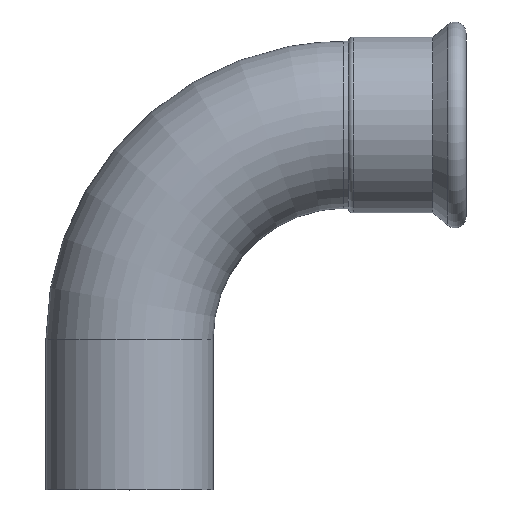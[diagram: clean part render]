
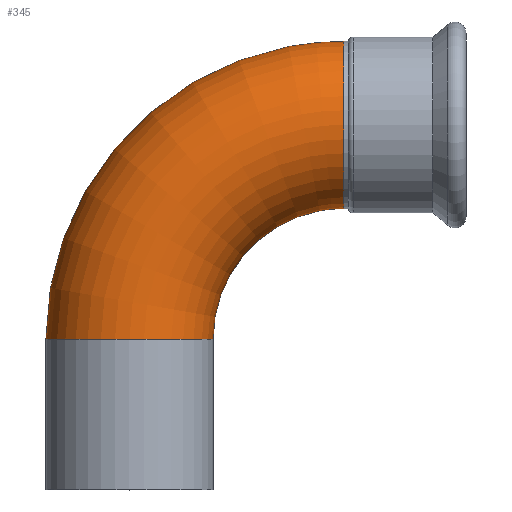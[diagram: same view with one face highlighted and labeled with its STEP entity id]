
A CAD part, top view. The second image highlights one B-rep face of the part: STEP entity #345.
In plain terms, the highlighted toroidal (fillet/blend) face has major radius 114 mm and minor radius 44.45 mm.
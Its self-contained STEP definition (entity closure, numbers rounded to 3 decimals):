
#50=TOROIDAL_SURFACE($,#384,114.,44.45);
#59=FACE_OUTER_BOUND($,#126,.T.);
#95=FACE_BOUND($,#127,.T.);
#126=EDGE_LOOP($,(#271));
#127=EDGE_LOOP($,(#272));
#173=CIRCLE($,#383,44.45);
#174=CIRCLE($,#385,44.45);
#200=VERTEX_POINT($,#582);
#201=VERTEX_POINT($,#585);
#231=EDGE_CURVE($,#200,#200,#173,.T.);
#232=EDGE_CURVE($,#201,#201,#174,.T.);
#271=ORIENTED_EDGE($,*,*,#231,.T.);
#272=ORIENTED_EDGE($,*,*,#232,.F.);
#345=ADVANCED_FACE($,(#59,#95),#50,.T.);
#383=AXIS2_PLACEMENT_3D($,#583,#456,#457);
#384=AXIS2_PLACEMENT_3D($,#584,#458,#459);
#385=AXIS2_PLACEMENT_3D($,#586,#460,#461);
#456=DIRECTION('center_axis',(-1.,0.,0.));
#457=DIRECTION('ref_axis',(0.,-1.,0.));
#458=DIRECTION('center_axis',(0.,0.,-1.));
#459=DIRECTION('ref_axis',(-1.,0.,0.));
#460=DIRECTION('center_axis',(0.,-1.,0.));
#461=DIRECTION('ref_axis',(1.,0.,0.));
#582=CARTESIAN_POINT('',(114.,238.45,0.));
#583=CARTESIAN_POINT('Origin',(114.,194.,0.));
#584=CARTESIAN_POINT('Origin',(114.,80.,0.));
#585=CARTESIAN_POINT('',(-44.45,80.,0.));
#586=CARTESIAN_POINT('Origin',(0.,80.,0.));
